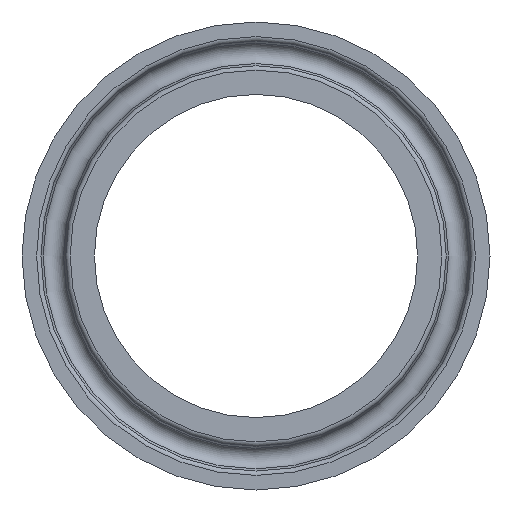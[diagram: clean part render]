
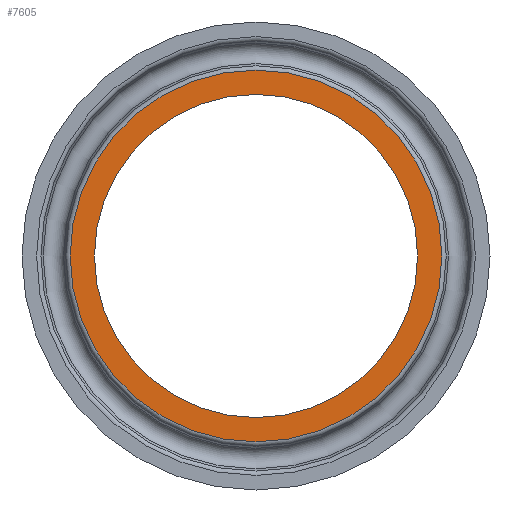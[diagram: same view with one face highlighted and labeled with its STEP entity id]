
A CAD part, left-side view. The second image highlights one B-rep face of the part: STEP entity #7605.
In plain terms, the highlighted planar face has unit normal (-1, 0, 0).
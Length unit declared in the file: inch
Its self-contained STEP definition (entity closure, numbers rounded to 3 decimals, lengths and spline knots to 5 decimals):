
#115=FACE_BOUND('',#1334,.T.);
#307=PLANE('',#8140);
#883=FACE_OUTER_BOUND('',#1333,.T.);
#1333=EDGE_LOOP('',(#7082,#7083));
#1334=EDGE_LOOP('',(#7084,#7085));
#2591=CIRCLE('',#8137,0.78791);
#2592=CIRCLE('',#8138,0.78791);
#2594=CIRCLE('',#8141,0.685);
#2595=CIRCLE('',#8142,0.685);
#3699=VERTEX_POINT('',#16746);
#3700=VERTEX_POINT('',#16748);
#3701=VERTEX_POINT('',#16753);
#3702=VERTEX_POINT('',#16754);
#4832=EDGE_CURVE('',#3699,#3700,#2591,.T.);
#4833=EDGE_CURVE('',#3700,#3699,#2592,.T.);
#4835=EDGE_CURVE('',#3701,#3702,#2594,.T.);
#4836=EDGE_CURVE('',#3702,#3701,#2595,.T.);
#7082=ORIENTED_EDGE('',*,*,#4833,.F.);
#7083=ORIENTED_EDGE('',*,*,#4832,.F.);
#7084=ORIENTED_EDGE('',*,*,#4835,.T.);
#7085=ORIENTED_EDGE('',*,*,#4836,.T.);
#7605=ADVANCED_FACE('',(#883,#115),#307,.T.);
#8137=AXIS2_PLACEMENT_3D('',#16749,#9686,#9687);
#8138=AXIS2_PLACEMENT_3D('',#16750,#9688,#9689);
#8140=AXIS2_PLACEMENT_3D('',#16752,#9692,#9693);
#8141=AXIS2_PLACEMENT_3D('',#16755,#9694,#9695);
#8142=AXIS2_PLACEMENT_3D('',#16756,#9696,#9697);
#9686=DIRECTION('center_axis',(1.,0.,0.));
#9687=DIRECTION('ref_axis',(0.,-1.,0.));
#9688=DIRECTION('center_axis',(1.,0.,0.));
#9689=DIRECTION('ref_axis',(0.,-1.,0.));
#9692=DIRECTION('center_axis',(-1.,0.,0.));
#9693=DIRECTION('ref_axis',(0.,0.,1.));
#9694=DIRECTION('center_axis',(1.,0.,0.));
#9695=DIRECTION('ref_axis',(0.,1.,0.));
#9696=DIRECTION('center_axis',(1.,0.,0.));
#9697=DIRECTION('ref_axis',(0.,1.,0.));
#16746=CARTESIAN_POINT('',(0.,0.,0.78791));
#16748=CARTESIAN_POINT('',(0.,0.78791,0.));
#16749=CARTESIAN_POINT('Origin',(0.,0.,
0.));
#16750=CARTESIAN_POINT('Origin',(0.,0.,
0.));
#16752=CARTESIAN_POINT('Origin',(0.,0.74307,
0.));
#16753=CARTESIAN_POINT('',(0.,0.685,0.));
#16754=CARTESIAN_POINT('',(0.,-0.685,0.));
#16755=CARTESIAN_POINT('Origin',(0.,0.,
0.));
#16756=CARTESIAN_POINT('Origin',(0.,0.,
0.));
